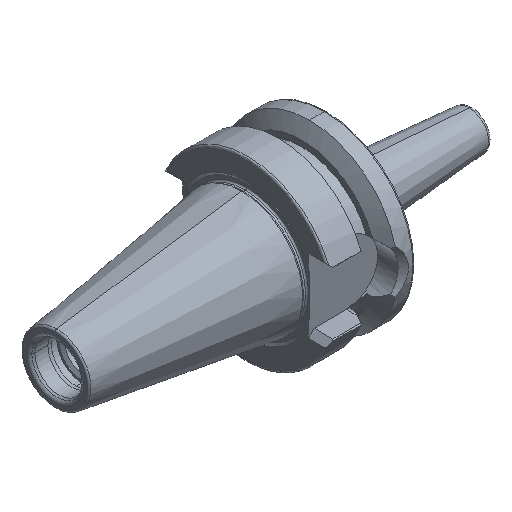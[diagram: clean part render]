
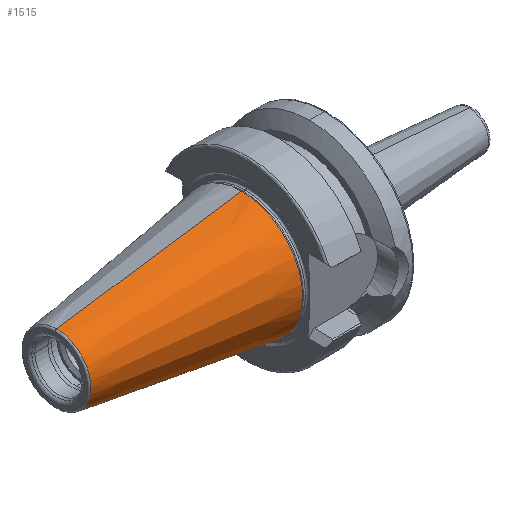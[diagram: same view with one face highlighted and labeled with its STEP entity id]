
A CAD part, isometric view. The second image highlights one B-rep face of the part: STEP entity #1515.
In plain terms, the highlighted conical face has half-angle 8.297 degrees and reference radius 12.377 mm.
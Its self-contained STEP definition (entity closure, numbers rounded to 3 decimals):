
#20=CARTESIAN_POINT('',(0.,0.,0.));
#21=DIRECTION('',(1.,0.,0.));
#22=DIRECTION('',(0.,0.,1.));
#23=AXIS2_PLACEMENT_3D('',#20,#21,#22);
#25=DIRECTION('',(-0.99,0.,0.144));
#26=VECTOR('',#25,48.48);
#27=CARTESIAN_POINT('',(0.,0.,
-15.875));
#28=LINE('',#27,#26);
#29=CARTESIAN_POINT('',(-47.972,0.,0.));
#30=DIRECTION('',(-1.,0.,0.));
#31=DIRECTION('',(0.,0.,-1.));
#32=AXIS2_PLACEMENT_3D('',#29,#30,#31);
#34=DIRECTION('',(-0.99,0.,-0.144));
#35=VECTOR('',#34,48.48);
#36=CARTESIAN_POINT('',(0.,0.,
15.875));
#37=LINE('',#36,#35);
#1232=CARTESIAN_POINT('',(-47.972,0.,8.879));
#1233=CARTESIAN_POINT('',(-47.972,0.,-8.879));
#1234=VERTEX_POINT('',#1232);
#1235=VERTEX_POINT('',#1233);
#1236=CARTESIAN_POINT('',(0.,0.,15.875));
#1237=CARTESIAN_POINT('',(0.,0.,-15.875));
#1238=VERTEX_POINT('',#1236);
#1239=VERTEX_POINT('',#1237);
#1503=CARTESIAN_POINT('',(-23.986,0.,0.));
#1504=DIRECTION('',(1.,0.,0.));
#1505=DIRECTION('',(0.,0.,1.));
#1506=AXIS2_PLACEMENT_3D('',#1503,#1504,#1505);
#1507=CONICAL_SURFACE('',#1506,12.377,8.297);
#1508=ORIENTED_EDGE('',*,*,#1494,.T.);
#1509=ORIENTED_EDGE('',*,*,#1469,.T.);
#1511=ORIENTED_EDGE('',*,*,#1510,.T.);
#1512=ORIENTED_EDGE('',*,*,#1465,.F.);
#1513=EDGE_LOOP('',(#1508,#1509,#1511,#1512));
#1514=FACE_OUTER_BOUND('',#1513,.F.);
#1515=ADVANCED_FACE('',(#1514),#1507,.T.);
#24=CIRCLE('',#23,15.875);
#33=CIRCLE('',#32,8.879);
#1465=EDGE_CURVE('',#1238,#1234,#37,.T.);
#1469=EDGE_CURVE('',#1239,#1235,#28,.T.);
#1494=EDGE_CURVE('',#1238,#1239,#24,.T.);
#1510=EDGE_CURVE('',#1235,#1234,#33,.T.);
